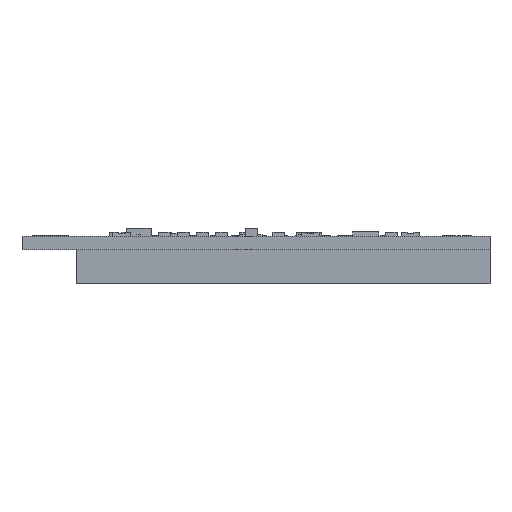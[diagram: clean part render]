
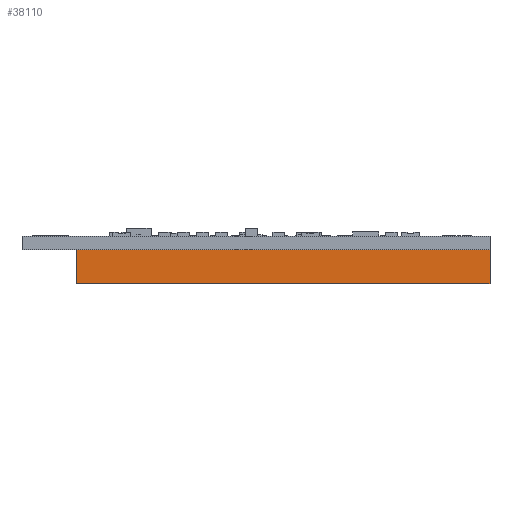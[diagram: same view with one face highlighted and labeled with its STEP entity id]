
A CAD part, front view. The second image highlights one B-rep face of the part: STEP entity #38110.
In plain terms, the highlighted planar face has unit normal (0, -1, 0).
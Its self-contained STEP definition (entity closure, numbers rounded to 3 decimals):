
#33490 = PLANE('',#33491);
#33491 = AXIS2_PLACEMENT_3D('',#33492,#33493,#33494);
#33492 = CARTESIAN_POINT('',(56.,0.,0.));
#33493 = DIRECTION('',(1.,0.,0.));
#33494 = DIRECTION('',(0.,0.,1.));
#33516 = PLANE('',#33517);
#33517 = AXIS2_PLACEMENT_3D('',#33518,#33519,#33520);
#33518 = CARTESIAN_POINT('',(0.,0.,0.));
#33519 = DIRECTION('',(0.,0.,-1.));
#33520 = DIRECTION('',(-1.,0.,0.));
#33609 = VERTEX_POINT('',#33610);
#33610 = CARTESIAN_POINT('',(56.,7.5,0.));
#33631 = EDGE_CURVE('',#33609,#33632,#33634,.T.);
#33632 = VERTEX_POINT('',#33633);
#33633 = CARTESIAN_POINT('',(56.,7.5,-4.1));
#33634 = SURFACE_CURVE('',#33635,(#33639,#33646),.PCURVE_S1.);
#33635 = LINE('',#33636,#33637);
#33636 = CARTESIAN_POINT('',(56.,7.5,0.));
#33637 = VECTOR('',#33638,1.);
#33638 = DIRECTION('',(0.,0.,-1.));
#33639 = PCURVE('',#33490,#33640);
#33640 = DEFINITIONAL_REPRESENTATION('',(#33641),#33645);
#33641 = LINE('',#33642,#33643);
#33642 = CARTESIAN_POINT('',(0.,-7.5));
#33643 = VECTOR('',#33644,1.);
#33644 = DIRECTION('',(-1.,0.));
#33645 = ( GEOMETRIC_REPRESENTATION_CONTEXT(2) 
PARAMETRIC_REPRESENTATION_CONTEXT() REPRESENTATION_CONTEXT('2D SPACE',''
  ) );
#33646 = PCURVE('',#33647,#33652);
#33647 = PLANE('',#33648);
#33648 = AXIS2_PLACEMENT_3D('',#33649,#33650,#33651);
#33649 = CARTESIAN_POINT('',(6.5,7.5,0.));
#33650 = DIRECTION('',(0.,-1.,0.));
#33651 = DIRECTION('',(1.,0.,0.));
#33652 = DEFINITIONAL_REPRESENTATION('',(#33653),#33657);
#33653 = LINE('',#33654,#33655);
#33654 = CARTESIAN_POINT('',(49.5,0.));
#33655 = VECTOR('',#33656,1.);
#33656 = DIRECTION('',(0.,-1.));
#33657 = ( GEOMETRIC_REPRESENTATION_CONTEXT(2) 
PARAMETRIC_REPRESENTATION_CONTEXT() REPRESENTATION_CONTEXT('2D SPACE',''
  ) );
#33675 = PLANE('',#33676);
#33676 = AXIS2_PLACEMENT_3D('',#33677,#33678,#33679);
#33677 = CARTESIAN_POINT('',(6.5,7.5,-4.1));
#33678 = DIRECTION('',(0.,0.,-1.));
#33679 = DIRECTION('',(-1.,0.,0.));
#33833 = VERTEX_POINT('',#33834);
#33834 = CARTESIAN_POINT('',(6.5,7.5,0.));
#33848 = PLANE('',#33849);
#33849 = AXIS2_PLACEMENT_3D('',#33850,#33851,#33852);
#33850 = CARTESIAN_POINT('',(6.5,77.,0.));
#33851 = DIRECTION('',(-1.,-0.,-0.));
#33852 = DIRECTION('',(0.,-1.,0.));
#33860 = EDGE_CURVE('',#33833,#33609,#33861,.T.);
#33861 = SURFACE_CURVE('',#33862,(#33866,#33873),.PCURVE_S1.);
#33862 = LINE('',#33863,#33864);
#33863 = CARTESIAN_POINT('',(6.5,7.5,0.));
#33864 = VECTOR('',#33865,1.);
#33865 = DIRECTION('',(1.,0.,0.));
#33866 = PCURVE('',#33516,#33867);
#33867 = DEFINITIONAL_REPRESENTATION('',(#33868),#33872);
#33868 = LINE('',#33869,#33870);
#33869 = CARTESIAN_POINT('',(-6.5,7.5));
#33870 = VECTOR('',#33871,1.);
#33871 = DIRECTION('',(-1.,0.));
#33872 = ( GEOMETRIC_REPRESENTATION_CONTEXT(2) 
PARAMETRIC_REPRESENTATION_CONTEXT() REPRESENTATION_CONTEXT('2D SPACE',''
  ) );
#33873 = PCURVE('',#33647,#33874);
#33874 = DEFINITIONAL_REPRESENTATION('',(#33875),#33879);
#33875 = LINE('',#33876,#33877);
#33876 = CARTESIAN_POINT('',(0.,0.));
#33877 = VECTOR('',#33878,1.);
#33878 = DIRECTION('',(1.,0.));
#33879 = ( GEOMETRIC_REPRESENTATION_CONTEXT(2) 
PARAMETRIC_REPRESENTATION_CONTEXT() REPRESENTATION_CONTEXT('2D SPACE',''
  ) );
#38110 = ADVANCED_FACE('',(#38111),#33647,.T.);
#38111 = FACE_BOUND('',#38112,.T.);
#38112 = EDGE_LOOP('',(#38113,#38136,#38157,#38158));
#38113 = ORIENTED_EDGE('',*,*,#38114,.T.);
#38114 = EDGE_CURVE('',#33833,#38115,#38117,.T.);
#38115 = VERTEX_POINT('',#38116);
#38116 = CARTESIAN_POINT('',(6.5,7.5,-4.1));
#38117 = SURFACE_CURVE('',#38118,(#38122,#38129),.PCURVE_S1.);
#38118 = LINE('',#38119,#38120);
#38119 = CARTESIAN_POINT('',(6.5,7.5,0.));
#38120 = VECTOR('',#38121,1.);
#38121 = DIRECTION('',(0.,0.,-1.));
#38122 = PCURVE('',#33647,#38123);
#38123 = DEFINITIONAL_REPRESENTATION('',(#38124),#38128);
#38124 = LINE('',#38125,#38126);
#38125 = CARTESIAN_POINT('',(0.,0.));
#38126 = VECTOR('',#38127,1.);
#38127 = DIRECTION('',(0.,-1.));
#38128 = ( GEOMETRIC_REPRESENTATION_CONTEXT(2) 
PARAMETRIC_REPRESENTATION_CONTEXT() REPRESENTATION_CONTEXT('2D SPACE',''
  ) );
#38129 = PCURVE('',#33848,#38130);
#38130 = DEFINITIONAL_REPRESENTATION('',(#38131),#38135);
#38131 = LINE('',#38132,#38133);
#38132 = CARTESIAN_POINT('',(69.5,0.));
#38133 = VECTOR('',#38134,1.);
#38134 = DIRECTION('',(0.,-1.));
#38135 = ( GEOMETRIC_REPRESENTATION_CONTEXT(2) 
PARAMETRIC_REPRESENTATION_CONTEXT() REPRESENTATION_CONTEXT('2D SPACE',''
  ) );
#38136 = ORIENTED_EDGE('',*,*,#38137,.T.);
#38137 = EDGE_CURVE('',#38115,#33632,#38138,.T.);
#38138 = SURFACE_CURVE('',#38139,(#38143,#38150),.PCURVE_S1.);
#38139 = LINE('',#38140,#38141);
#38140 = CARTESIAN_POINT('',(6.5,7.5,-4.1));
#38141 = VECTOR('',#38142,1.);
#38142 = DIRECTION('',(1.,0.,0.));
#38143 = PCURVE('',#33647,#38144);
#38144 = DEFINITIONAL_REPRESENTATION('',(#38145),#38149);
#38145 = LINE('',#38146,#38147);
#38146 = CARTESIAN_POINT('',(0.,-4.1));
#38147 = VECTOR('',#38148,1.);
#38148 = DIRECTION('',(1.,0.));
#38149 = ( GEOMETRIC_REPRESENTATION_CONTEXT(2) 
PARAMETRIC_REPRESENTATION_CONTEXT() REPRESENTATION_CONTEXT('2D SPACE',''
  ) );
#38150 = PCURVE('',#33675,#38151);
#38151 = DEFINITIONAL_REPRESENTATION('',(#38152),#38156);
#38152 = LINE('',#38153,#38154);
#38153 = CARTESIAN_POINT('',(0.,0.));
#38154 = VECTOR('',#38155,1.);
#38155 = DIRECTION('',(-1.,0.));
#38156 = ( GEOMETRIC_REPRESENTATION_CONTEXT(2) 
PARAMETRIC_REPRESENTATION_CONTEXT() REPRESENTATION_CONTEXT('2D SPACE',''
  ) );
#38157 = ORIENTED_EDGE('',*,*,#33631,.F.);
#38158 = ORIENTED_EDGE('',*,*,#33860,.F.);
